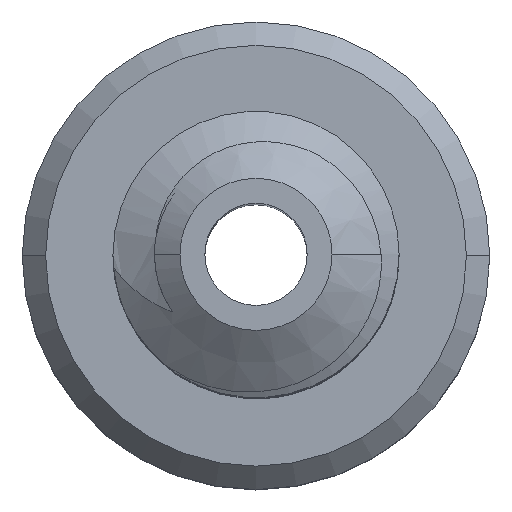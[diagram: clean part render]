
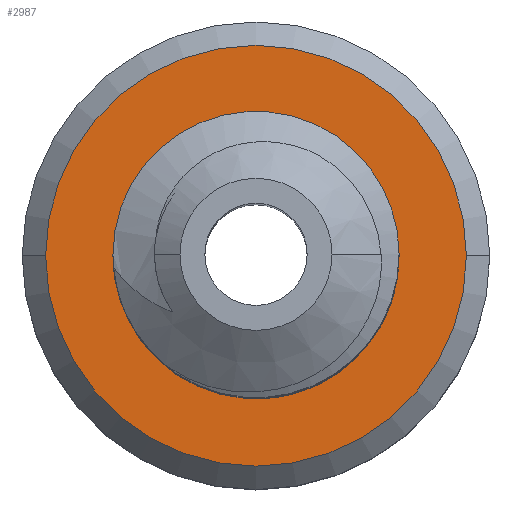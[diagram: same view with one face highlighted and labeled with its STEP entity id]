
A CAD part, top view. The second image highlights one B-rep face of the part: STEP entity #2987.
In plain terms, the highlighted planar face has unit normal (0, 0, 1).
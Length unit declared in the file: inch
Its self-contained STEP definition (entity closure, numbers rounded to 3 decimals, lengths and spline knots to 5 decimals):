
#9 = CARTESIAN_POINT ( 'NONE',  ( 0.04995, -0.01873, -0.3125 ) ) ;
#49 = CARTESIAN_POINT ( 'NONE',  ( -0.04531, 0.00075, -0.3125 ) ) ;
#134 = ORIENTED_EDGE ( 'NONE', *, *, #189, .F. ) ;
#189 = EDGE_CURVE ( 'NONE', #413, #3526, #467, .T. ) ;
#255 = VERTEX_POINT ( 'NONE', #734 ) ;
#287 = CARTESIAN_POINT ( 'NONE',  ( 0., 0.03976, -0.3125 ) ) ;
#301 = CARTESIAN_POINT ( 'NONE',  ( 0.04472, -0.03206, -0.3125 ) ) ;
#309 = AXIS2_PLACEMENT_3D ( 'NONE', #1962, #3764, #1672 ) ;
#347 = CARTESIAN_POINT ( 'NONE',  ( -0.0406, 0.01429, -0.3125 ) ) ;
#413 = VERTEX_POINT ( 'NONE', #1568 ) ;
#456 = EDGE_LOOP ( 'NONE', ( #134, #1599, #485, #2428 ) ) ;
#467 = CIRCLE ( 'NONE', #309, 0.056 ) ;
#485 = ORIENTED_EDGE ( 'NONE', *, *, #3219, .T. ) ;
#616 = CARTESIAN_POINT ( 'NONE',  ( 0.03924, -0.03996, -0.3125 ) ) ;
#650 = CARTESIAN_POINT ( 'NONE',  ( 0., -0.056, -0.3125 ) ) ;
#664 = CARTESIAN_POINT ( 'NONE',  ( -0.03183, 0.02564, -0.3125 ) ) ;
#669 = CIRCLE ( 'NONE', #1114, 0.08235 ) ;
#696 = VERTEX_POINT ( 'NONE', #1530 ) ;
#734 = CARTESIAN_POINT ( 'NONE',  ( 0.08235, 0., -0.3125 ) ) ;
#764 = ORIENTED_EDGE ( 'NONE', *, *, #992, .T. ) ;
#834 = AXIS2_PLACEMENT_3D ( 'NONE', #1206, #3303, #1503 ) ;
#919 = CARTESIAN_POINT ( 'NONE',  ( 0.01926, 0.0395, -0.3125 ) ) ;
#936 = CARTESIAN_POINT ( 'NONE',  ( 0., 0., -0.3125 ) ) ;
#965 = CARTESIAN_POINT ( 'NONE',  ( -0.01822, -0.05072, -0.3125 ) ) ;
#992 = EDGE_CURVE ( 'NONE', #1280, #255, #669, .T. ) ;
#1114 = AXIS2_PLACEMENT_3D ( 'NONE', #1344, #3142, #2828 ) ;
#1206 = CARTESIAN_POINT ( 'NONE',  ( 0., 0., -0.3125 ) ) ;
#1214 = CARTESIAN_POINT ( 'NONE',  ( 0.04248, 0.0226, -0.3125 ) ) ;
#1228 = DIRECTION ( 'NONE',  ( 1., 0., 0. ) ) ;
#1259 = CARTESIAN_POINT ( 'NONE',  ( -0.03365, -0.03959, -0.3125 ) ) ;
#1280 = VERTEX_POINT ( 'NONE', #3078 ) ;
#1344 = CARTESIAN_POINT ( 'NONE',  ( 0., 0., -0.3125 ) ) ;
#1503 = DIRECTION ( 'NONE',  ( -1., 0., 0. ) ) ;
#1504 = FACE_OUTER_BOUND ( 'NONE', #1971, .T. ) ;
#1510 = CARTESIAN_POINT ( 'NONE',  ( 0.04986, 0.00494, -0.3125 ) ) ;
#1513 = EDGE_CURVE ( 'NONE', #696, #3526, #3267, .T. ) ;
#1530 = CARTESIAN_POINT ( 'NONE',  ( 0., 0.03976, -0.3125 ) ) ;
#1555 = CARTESIAN_POINT ( 'NONE',  ( -0.04458, -0.01823, -0.3125 ) ) ;
#1568 = CARTESIAN_POINT ( 'NONE',  ( 0., -0.056, -0.3125 ) ) ;
#1599 = ORIENTED_EDGE ( 'NONE', *, *, #3290, .T. ) ;
#1672 = DIRECTION ( 'NONE',  ( 1., 0., 0. ) ) ;
#1713 = PLANE ( 'NONE',  #3393 ) ;
#1739 = CARTESIAN_POINT ( 'NONE',  ( -0.02786, 0.02837, -0.3125 ) ) ;
#1808 = CARTESIAN_POINT ( 'NONE',  ( 0.05126, -0.00932, -0.3125 ) ) ;
#1852 = CARTESIAN_POINT ( 'NONE',  ( -0.04588, -0.00396, -0.3125 ) ) ;
#1879 = CARTESIAN_POINT ( 'NONE',  ( 0.03924, -0.03996, -0.3125 ) ) ;
#1927 = CIRCLE ( 'NONE', #2703, 0.03976 ) ;
#1962 = CARTESIAN_POINT ( 'NONE',  ( 0., 0., -0.3125 ) ) ;
#1971 = EDGE_LOOP ( 'NONE', ( #764, #2473 ) ) ;
#2006 = DIRECTION ( 'NONE',  ( -1., 0., 0. ) ) ;
#2100 = CARTESIAN_POINT ( 'NONE',  ( 0.0486, -0.0234, -0.3125 ) ) ;
#2139 = CARTESIAN_POINT ( 'NONE',  ( -0.04263, 0.01, -0.3125 ) ) ;
#2281 = CARTESIAN_POINT ( 'NONE',  ( 0., 0., -0.3125 ) ) ;
#2395 = CARTESIAN_POINT ( 'NONE',  ( 0.04222, -0.03619, -0.3125 ) ) ;
#2427 = CARTESIAN_POINT ( 'NONE',  ( -0.00478, -0.05547, -0.3125 ) ) ;
#2428 = ORIENTED_EDGE ( 'NONE', *, *, #1513, .T. ) ;
#2439 = CARTESIAN_POINT ( 'NONE',  ( -0.03516, 0.0222, -0.3125 ) ) ;
#2473 = ORIENTED_EDGE ( 'NONE', *, *, #2800, .T. ) ;
#2661 = VERTEX_POINT ( 'NONE', #1739 ) ;
#2703 = AXIS2_PLACEMENT_3D ( 'NONE', #936, #3020, #1228 ) ;
#2742 = CARTESIAN_POINT ( 'NONE',  ( -0.00938, -0.0543, -0.3125 ) ) ;
#2752 = CARTESIAN_POINT ( 'NONE',  ( -0.02786, 0.02837, -0.3125 ) ) ;
#2800 = EDGE_CURVE ( 'NONE', #255, #1280, #3716, .T. ) ;
#2828 = DIRECTION ( 'NONE',  ( -1., 0., 0. ) ) ;
#2987 = ADVANCED_FACE ( 'NONE', ( #1504, #3206 ), #1713, .F. ) ;
#2997 = CARTESIAN_POINT ( 'NONE',  ( 0.03603, 0.03008, -0.3125 ) ) ;
#3020 = DIRECTION ( 'NONE',  ( 0., 0., -1. ) ) ;
#3049 = CARTESIAN_POINT ( 'NONE',  ( -0.0224, -0.04831, -0.3125 ) ) ;
#3078 = CARTESIAN_POINT ( 'NONE',  ( -0.08235, 0., -0.3125 ) ) ;
#3142 = DIRECTION ( 'NONE',  ( 0., 0., 1. ) ) ;
#3206 = FACE_BOUND ( 'NONE', #456, .T. ) ;
#3219 = EDGE_CURVE ( 'NONE', #2661, #696, #1927, .T. ) ;
#3267 = B_SPLINE_CURVE_WITH_KNOTS ( 'NONE', 3,
 ( #287, #3583, #919, #2997, #1214, #3309, #1510, #3593, #1808, #9, #2100, #301, #2395, #616 ),
 .UNSPECIFIED., .F., .F.,
 ( 4, 2, 2, 2, 2, 2, 4 ),
 ( 0., 0.00072, 0.00145, 0.00181, 0.00217, 0.00253, 0.00289 ),
 .UNSPECIFIED. ) ;
#3290 = EDGE_CURVE ( 'NONE', #413, #2661, #3830, .T. ) ;
#3303 = DIRECTION ( 'NONE',  ( 0., 0., 1. ) ) ;
#3309 = CARTESIAN_POINT ( 'NONE',  ( 0.04851, 0.00951, -0.3125 ) ) ;
#3352 = CARTESIAN_POINT ( 'NONE',  ( -0.03962, -0.03158, -0.3125 ) ) ;
#3393 = AXIS2_PLACEMENT_3D ( 'NONE', #2281, #3802, #2006 ) ;
#3526 = VERTEX_POINT ( 'NONE', #1879 ) ;
#3583 = CARTESIAN_POINT ( 'NONE',  ( 0.00951, 0.04126, -0.3125 ) ) ;
#3593 = CARTESIAN_POINT ( 'NONE',  ( 0.05125, -0.0045, -0.3125 ) ) ;
#3640 = CARTESIAN_POINT ( 'NONE',  ( -0.04552, -0.01355, -0.3125 ) ) ;
#3716 = CIRCLE ( 'NONE', #834, 0.08235 ) ;
#3764 = DIRECTION ( 'NONE',  ( 0., 0., 1. ) ) ;
#3802 = DIRECTION ( 'NONE',  ( 0., 0., -1. ) ) ;
#3830 = B_SPLINE_CURVE_WITH_KNOTS ( 'NONE', 3,
 ( #650, #2427, #2742, #965, #3049, #1259, #3352, #1555, #3640, #1852, #49, #2139, #347, #2439, #664, #2752 ),
 .UNSPECIFIED., .F., .F.,
 ( 4, 2, 2, 2, 2, 2, 2, 4 ),
 ( 0., 0.00036, 0.00072, 0.00145, 0.00181, 0.00217, 0.00253, 0.00289 ),
 .UNSPECIFIED. ) ;
